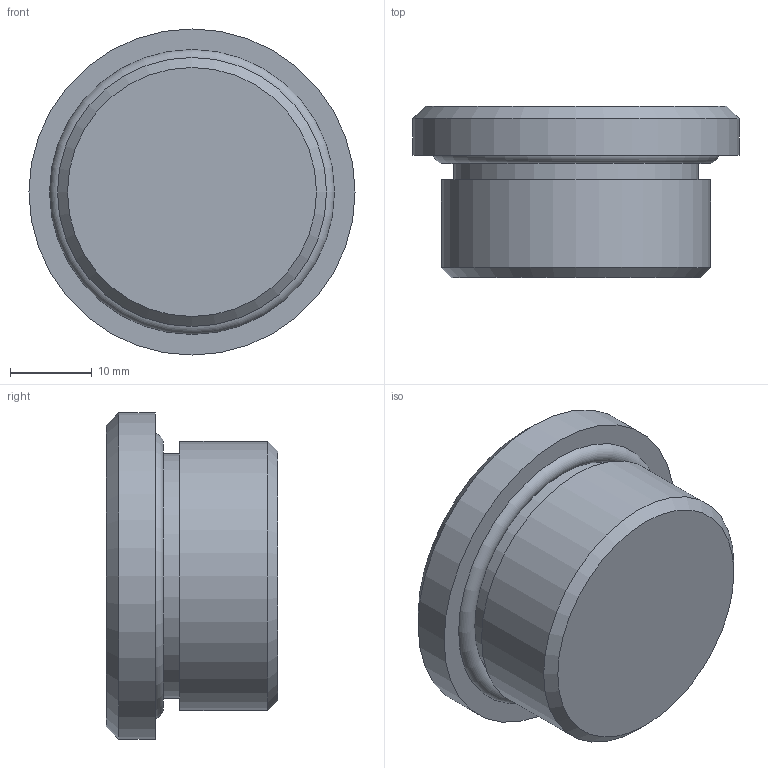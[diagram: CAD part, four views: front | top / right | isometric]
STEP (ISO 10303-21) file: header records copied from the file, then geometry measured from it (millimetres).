
FILE_DESCRIPTION( ( 'STEP AP214' ), '1' );
FILE_NAME( 'K1102.403302.stp', '2020-12-10T09:55:19', ( '' ), ( '' ), ' ', 'PARTsolutions', ' ' );
FILE_SCHEMA( ( 'AUTOMOTIVE_DESIGN { 1 0 10303 214 1 1 1 1 }' ) );
Length unit declared in the file: millimetre
Products named in the file (1): _K1102.403302
Bounding box: 40 x 21 x 40 mm (x, y, z)
Volume: 17367.3 mm3; surface area: 5560.3 mm2
Topology: 1 solids, 1 shells, 24 faces, 41 edges, 23 vertices
Faces by surface type: plane 12, cone 8, cylinder 3, torus 1
Full cylindrical faces by diameter (mm): 30 x1, 33 x1, 40 x1
Entity records: 788 total; most frequent: CARTESIAN_POINT 155, DIRECTION 94, ORIENTED_EDGE 68, AXIS2_PLACEMENT_3D 41, EDGE_LOOP 34, EDGE_CURVE 34, FACE_OUTER_BOUND 28, STYLED_ITEM 24
